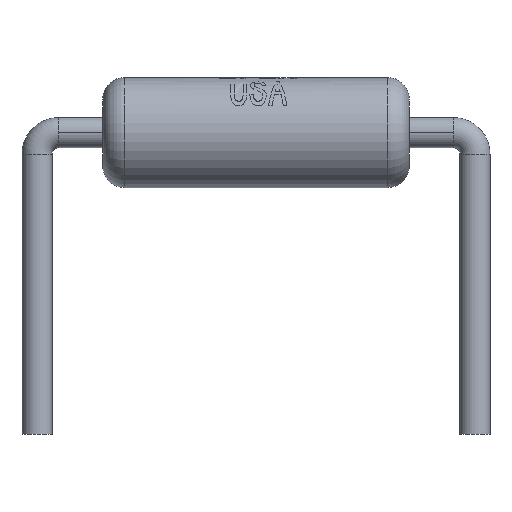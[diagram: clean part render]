
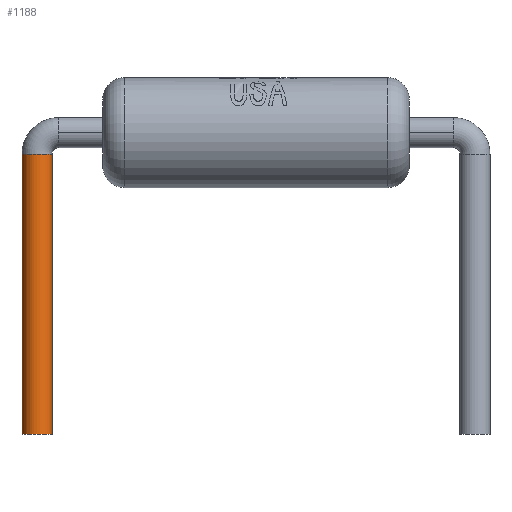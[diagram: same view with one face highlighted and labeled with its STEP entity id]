
A CAD part, top view. The second image highlights one B-rep face of the part: STEP entity #1188.
In plain terms, the highlighted cylindrical face has radius 0.35 mm (diameter 0.7 mm), a partial arc.
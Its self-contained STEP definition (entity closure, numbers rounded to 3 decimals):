
#255 = VERTEX_POINT ( 'NONE', #1804 ) ;
#264 = VERTEX_POINT ( 'NONE', #1809 ) ;
#290 = VERTEX_POINT ( 'NONE', #1811 ) ;
#300 = VERTEX_POINT ( 'NONE', #1795 ) ;
#455 = FACE_OUTER_BOUND ( 'NONE', #2505, .T. ) ;
#458 = CYLINDRICAL_SURFACE ( 'NONE', #709, 0.35 ) ;
#609 = AXIS2_PLACEMENT_3D ( 'NONE', #895, #908, #920 ) ;
#620 = AXIS2_PLACEMENT_3D ( 'NONE', #1667, #1665, #1641 ) ;
#709 = AXIS2_PLACEMENT_3D ( 'NONE', #1997, #1950, #1952 ) ;
#812 = CIRCLE ( 'NONE', #609, 0.35 ) ;
#822 = LINE ( 'NONE', #896, #835 ) ;
#834 = LINE ( 'NONE', #919, #841 ) ;
#835 = VECTOR ( 'NONE', #893, 1000. ) ;
#841 = VECTOR ( 'NONE', #894, 1000. ) ;
#848 = CIRCLE ( 'NONE', #620, 0.35 ) ;
#893 = DIRECTION ( 'NONE',  ( 0., -1., 0. ) ) ;
#894 = DIRECTION ( 'NONE',  ( 0., -1., 0. ) ) ;
#895 = CARTESIAN_POINT ( 'NONE',  ( 0., -1., 0. ) ) ;
#896 = CARTESIAN_POINT ( 'NONE',  ( 0.35, 5.5, 0. ) ) ;
#908 = DIRECTION ( 'NONE',  ( 0., 1., 0. ) ) ;
#919 = CARTESIAN_POINT ( 'NONE',  ( -0.35, 5.5, 0. ) ) ;
#920 = DIRECTION ( 'NONE',  ( 0., 0., 1. ) ) ;
#1188 = ADVANCED_FACE ( 'NONE', ( #455 ), #458, .T. ) ;
#1641 = DIRECTION ( 'NONE',  ( 0., 0., 1. ) ) ;
#1665 = DIRECTION ( 'NONE',  ( 0., 1., 0. ) ) ;
#1667 = CARTESIAN_POINT ( 'NONE',  ( 0., 5.5, 0. ) ) ;
#1795 = CARTESIAN_POINT ( 'NONE',  ( -0.35, -1., 0. ) ) ;
#1804 = CARTESIAN_POINT ( 'NONE',  ( 0.35, 5.5, 0. ) ) ;
#1809 = CARTESIAN_POINT ( 'NONE',  ( 0.35, -1., 0. ) ) ;
#1811 = CARTESIAN_POINT ( 'NONE',  ( -0.35, 5.5, 0. ) ) ;
#1950 = DIRECTION ( 'NONE',  ( 0., -1., 0. ) ) ;
#1952 = DIRECTION ( 'NONE',  ( 1., 0., 0. ) ) ;
#1997 = CARTESIAN_POINT ( 'NONE',  ( 0., 5.5, 0. ) ) ;
#2250 = ORIENTED_EDGE ( 'NONE', *, *, #2570, .F. ) ;
#2348 = ORIENTED_EDGE ( 'NONE', *, *, #2568, .T. ) ;
#2356 = ORIENTED_EDGE ( 'NONE', *, *, #2561, .F. ) ;
#2357 = ORIENTED_EDGE ( 'NONE', *, *, #2571, .T. ) ;
#2505 = EDGE_LOOP ( 'NONE', ( #2356, #2348, #2357, #2250 ) ) ;
#2561 = EDGE_CURVE ( 'NONE', #290, #255, #848, .T. ) ;
#2568 = EDGE_CURVE ( 'NONE', #290, #300, #834, .T. ) ;
#2570 = EDGE_CURVE ( 'NONE', #255, #264, #822, .T. ) ;
#2571 = EDGE_CURVE ( 'NONE', #300, #264, #812, .T. ) ;
